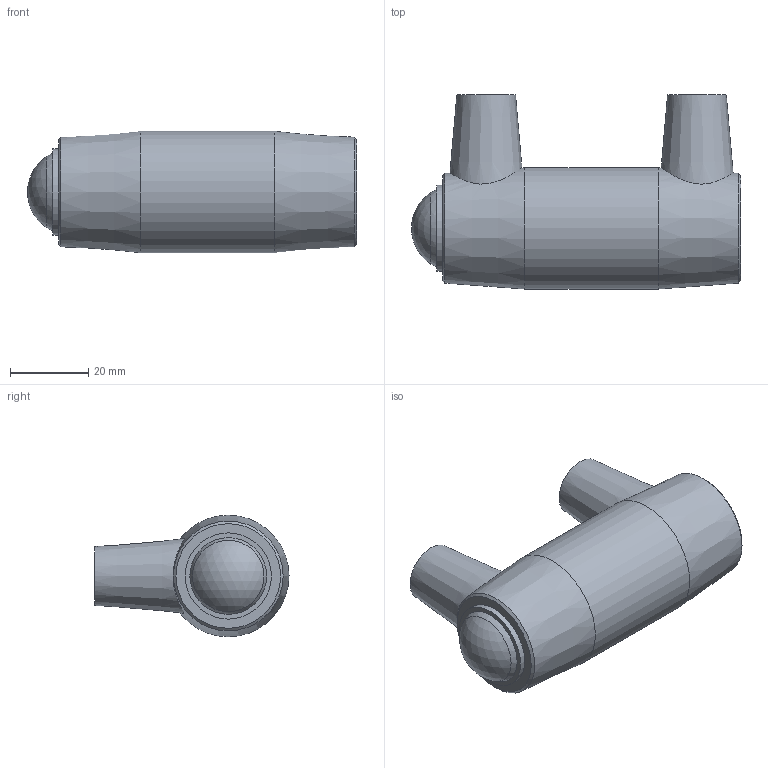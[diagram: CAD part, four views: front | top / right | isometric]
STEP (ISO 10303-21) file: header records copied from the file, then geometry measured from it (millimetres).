
FILE_DESCRIPTION(/* description */ ('PLASSON END CAP 20'),/* implementation_level */ '2;1');
FILE_NAME(/* name */ '491204020.ipt.stp',/* time_stamp */ '2017-11-06T09:12:51+02:00',/* author */ ('KIM'),/* organization */ (''),/* preprocessor_version */ 'ST-DEVELOPER v15.6',/* originating_system */ 'Autodesk Inventor 2015',/* authorisation */ '');
FILE_SCHEMA (('AP203_CONFIGURATION_CONTROLLED_3D_DESIGN_OF_MECHANICAL_PARTS_AND_ASSEMBLIES_MIM_LF','AUTOMOTIVE_DESIGN { 1 0 10303 214 3 1 1 }'));
Length unit declared in the file: millimetre
Products named in the file (1): 491204020
Bounding box: 83.93 x 49.5 x 31 mm (x, y, z)
Volume: 42047.1 mm3; surface area: 16333.6 mm2
Topology: 1 solids, 1 shells, 37 faces, 69 edges, 45 vertices
Faces by surface type: plane 13, cylinder 11, cone 9, sphere 2, bspline 1, torus 1
Full cylindrical faces by diameter (mm): 4 x2, 10 x2, 16 x1, 19 x1, 20 x3, 22 x1, 31 x1
Entity records: 872 total; most frequent: CARTESIAN_POINT 217, DIRECTION 146, ORIENTED_EDGE 78, AXIS2_PLACEMENT_3D 73, EDGE_LOOP 71, EDGE_CURVE 39, VERTEX_POINT 38, FACE_OUTER_BOUND 37
